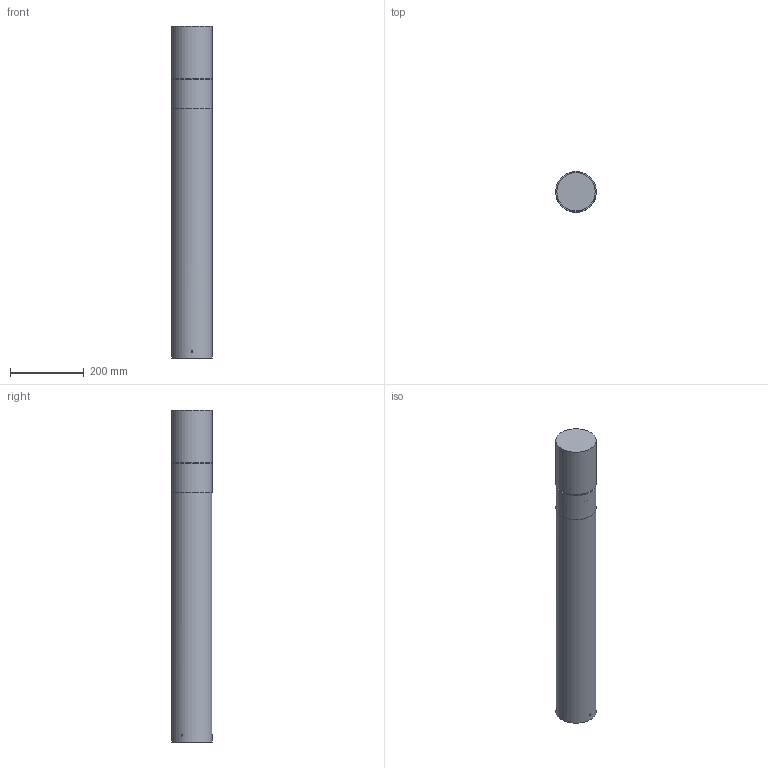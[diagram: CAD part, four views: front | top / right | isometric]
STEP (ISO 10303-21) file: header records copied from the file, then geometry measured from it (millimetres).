
FILE_DESCRIPTION(/* description */ (''),/* implementation_level */ '2;1');
FILE_NAME(/* name */ '7524-900.stp',/* time_stamp */ '2023-03-24T10:37:58+08:00',/* author */ (''),/* organization */ (''),/* preprocessor_version */ 'ST-DEVELOPER v16',/* originating_system */ 'SIEMENS PLM Software NX 10.0',/* authorisation */ '');
FILE_SCHEMA (('AUTOMOTIVE_DESIGN { 1 0 10303 214 3 1 1 1 }'));
Length unit declared in the file: millimetre
Products named in the file (1): HWW11E837B30106
Bounding box: 110.01 x 110.01 x 900 mm (x, y, z)
Volume: 1192323 mm3; surface area: 787540 mm2
Topology: 10 solids, 11 shells, 451 faces, 1125 edges, 739 vertices
Faces by surface type: plane 209, cylinder 143, cone 33, bspline 32, torus 30, sphere 4
Full cylindrical faces by diameter (mm): 2.2 x2, 3.4 x4, 4.2 x7, 8.5 x4, 25 x3, 25.3 x1, 27.3 x1, 34 x1, 40 x1, 63.8 x1, 64.9 x1, 65.9 x1, 66.9 x1, 67.9 x1, 68.9 x1, 69.9 x1, 70.9 x1, 71.9 x1, 72.9 x1, 73.9 x1, 75 x1, 89 x1, 89.5 x1, 91.5 x2, 92.5 x2, 93.5 x2, 93.6 x1, 94.5 x2, 95.5 x2, 96.5 x2
Entity records: 16578 total; most frequent: CARTESIAN_POINT 5892, DIRECTION 2017, ORIENTED_EDGE 1896, EDGE_CURVE 948, AXIS2_PLACEMENT_3D 818, VERTEX_POINT 693, EDGE_LOOP 671, ADVANCED_FACE 448
